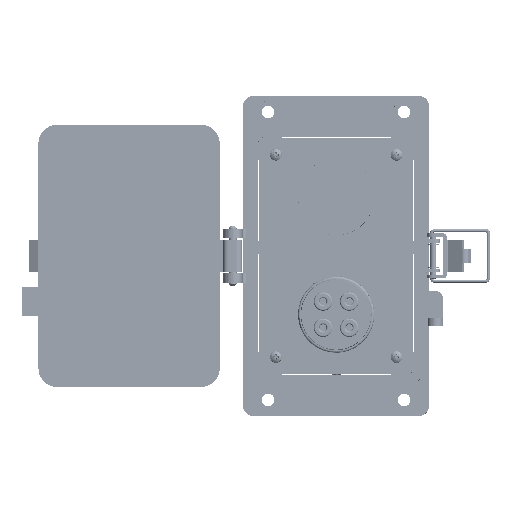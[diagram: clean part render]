
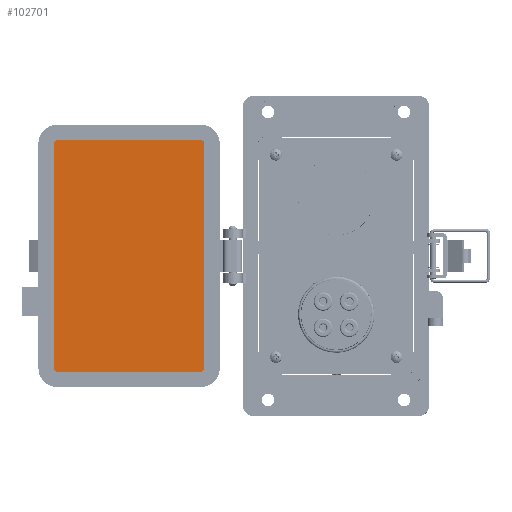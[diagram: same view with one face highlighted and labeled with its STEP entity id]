
A CAD part, top view. The second image highlights one B-rep face of the part: STEP entity #102701.
In plain terms, the highlighted planar face has unit normal (0, 0, 1).
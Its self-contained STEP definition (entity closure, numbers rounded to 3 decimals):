
#679 = CARTESIAN_POINT ( 'NONE',  ( -30.745, 145.119, 8.694 ) ) ;
#1812 = VERTEX_POINT ( 'NONE', #57511 ) ;
#2416 = DIRECTION ( 'NONE',  ( 0., -1., 0. ) ) ;
#3136 = AXIS2_PLACEMENT_3D ( 'NONE', #120254, #15894, #62277 ) ;
#4615 = DIRECTION ( 'NONE',  ( 0., -1., 0. ) ) ;
#4781 = CARTESIAN_POINT ( 'NONE',  ( -57.72, 67.765, 8.694 ) ) ;
#5522 = AXIS2_PLACEMENT_3D ( 'NONE', #126106, #21731, #68067 ) ;
#6340 = VECTOR ( 'NONE', #2416, 1000. ) ;
#9253 = VERTEX_POINT ( 'NONE', #100780 ) ;
#10011 = CARTESIAN_POINT ( 'NONE',  ( -57.72, 145.119, 8.694 ) ) ;
#13978 = VECTOR ( 'NONE', #107045, 1000. ) ;
#14174 = EDGE_CURVE ( 'NONE', #1812, #102097, #130013, .T. ) ;
#15894 = DIRECTION ( 'NONE',  ( 0., 0., -1. ) ) ;
#16515 = ORIENTED_EDGE ( 'NONE', *, *, #51118, .F. ) ;
#16990 = DIRECTION ( 'NONE',  ( 0., -1., 0. ) ) ;
#20177 = CARTESIAN_POINT ( 'NONE',  ( -59.505, 143.334, 8.694 ) ) ;
#21731 = DIRECTION ( 'NONE',  ( 0., 0., -1. ) ) ;
#22127 = ORIENTED_EDGE ( 'NONE', *, *, #27003, .F. ) ;
#25201 = LINE ( 'NONE', #106653, #6340 ) ;
#27003 = EDGE_CURVE ( 'NONE', #37650, #85931, #43560, .T. ) ;
#36397 = VECTOR ( 'NONE', #66545, 1000. ) ;
#36774 = VERTEX_POINT ( 'NONE', #68282 ) ;
#36961 = ORIENTED_EDGE ( 'NONE', *, *, #130903, .F. ) ;
#37183 = CIRCLE ( 'NONE', #90483, 1.785 ) ;
#37650 = VERTEX_POINT ( 'NONE', #10011 ) ;
#43560 = LINE ( 'NONE', #89992, #111149 ) ;
#47033 = DIRECTION ( 'NONE',  ( 0., 0., 1. ) ) ;
#47314 = AXIS2_PLACEMENT_3D ( 'NONE', #74777, #121370, #16990 ) ;
#49272 = CARTESIAN_POINT ( 'NONE',  ( -59.505, 69.55, 8.694 ) ) ;
#51118 = EDGE_CURVE ( 'NONE', #85931, #36774, #64136, .T. ) ;
#56857 = ORIENTED_EDGE ( 'NONE', *, *, #80368, .F. ) ;
#57511 = CARTESIAN_POINT ( 'NONE',  ( 57.717, 67.765, 8.694 ) ) ;
#58428 = FACE_OUTER_BOUND ( 'NONE', #129535, .T. ) ;
#60563 = CARTESIAN_POINT ( 'NONE',  ( -57.72, 67.765, 8.694 ) ) ;
#62277 = DIRECTION ( 'NONE',  ( 0., -1., 0. ) ) ;
#62372 = CARTESIAN_POINT ( 'NONE',  ( 57.717, 69.55, 8.694 ) ) ;
#64136 = CIRCLE ( 'NONE', #47314, 1.785 ) ;
#66545 = DIRECTION ( 'NONE',  ( 0., 1., 0. ) ) ;
#68067 = DIRECTION ( 'NONE',  ( 0., -1., 0. ) ) ;
#68282 = CARTESIAN_POINT ( 'NONE',  ( 59.502, 143.334, 8.694 ) ) ;
#71027 = CIRCLE ( 'NONE', #5522, 1.785 ) ;
#71317 = ORIENTED_EDGE ( 'NONE', *, *, #149427, .F. ) ;
#71353 = AXIS2_PLACEMENT_3D ( 'NONE', #679, #47033, #93513 ) ;
#71789 = CARTESIAN_POINT ( 'NONE',  ( 57.717, 145.119, 8.694 ) ) ;
#74777 = CARTESIAN_POINT ( 'NONE',  ( 57.717, 143.334, 8.694 ) ) ;
#78530 = VERTEX_POINT ( 'NONE', #49272 ) ;
#80368 = EDGE_CURVE ( 'NONE', #36774, #9253, #25201, .T. ) ;
#81801 = CARTESIAN_POINT ( 'NONE',  ( -59.505, 143.334, 8.694 ) ) ;
#85931 = VERTEX_POINT ( 'NONE', #71789 ) ;
#89643 = ORIENTED_EDGE ( 'NONE', *, *, #131308, .F. ) ;
#89992 = CARTESIAN_POINT ( 'NONE',  ( 57.717, 145.119, 8.694 ) ) ;
#90483 = AXIS2_PLACEMENT_3D ( 'NONE', #62372, #108872, #4615 ) ;
#93513 = DIRECTION ( 'NONE',  ( 0., -1., 0. ) ) ;
#94004 = EDGE_CURVE ( 'NONE', #9253, #1812, #37183, .T. ) ;
#98530 = ORIENTED_EDGE ( 'NONE', *, *, #94004, .F. ) ;
#100780 = CARTESIAN_POINT ( 'NONE',  ( 59.502, 69.55, 8.694 ) ) ;
#102097 = VERTEX_POINT ( 'NONE', #4781 ) ;
#102701 = ADVANCED_FACE ( 'NONE', ( #58428 ), #104928, .T. ) ;
#104928 = PLANE ( 'NONE',  #71353 ) ;
#106653 = CARTESIAN_POINT ( 'NONE',  ( 59.502, 69.55, 8.694 ) ) ;
#107045 = DIRECTION ( 'NONE',  ( -1., 0., 0. ) ) ;
#108872 = DIRECTION ( 'NONE',  ( 0., 0., -1. ) ) ;
#111149 = VECTOR ( 'NONE', #136557, 1000. ) ;
#120254 = CARTESIAN_POINT ( 'NONE',  ( -57.72, 69.55, 8.694 ) ) ;
#121370 = DIRECTION ( 'NONE',  ( 0., 0., -1. ) ) ;
#124541 = LINE ( 'NONE', #20177, #36397 ) ;
#126106 = CARTESIAN_POINT ( 'NONE',  ( -57.72, 143.334, 8.694 ) ) ;
#129535 = EDGE_LOOP ( 'NONE', ( #36961, #71317, #89643, #138790, #98530, #56857, #16515, #22127 ) ) ;
#130013 = LINE ( 'NONE', #60563, #13978 ) ;
#130903 = EDGE_CURVE ( 'NONE', #142875, #37650, #71027, .T. ) ;
#131308 = EDGE_CURVE ( 'NONE', #102097, #78530, #134484, .T. ) ;
#134484 = CIRCLE ( 'NONE', #3136, 1.785 ) ;
#136557 = DIRECTION ( 'NONE',  ( 1., 0., 0. ) ) ;
#138790 = ORIENTED_EDGE ( 'NONE', *, *, #14174, .F. ) ;
#142875 = VERTEX_POINT ( 'NONE', #81801 ) ;
#149427 = EDGE_CURVE ( 'NONE', #78530, #142875, #124541, .T. ) ;
